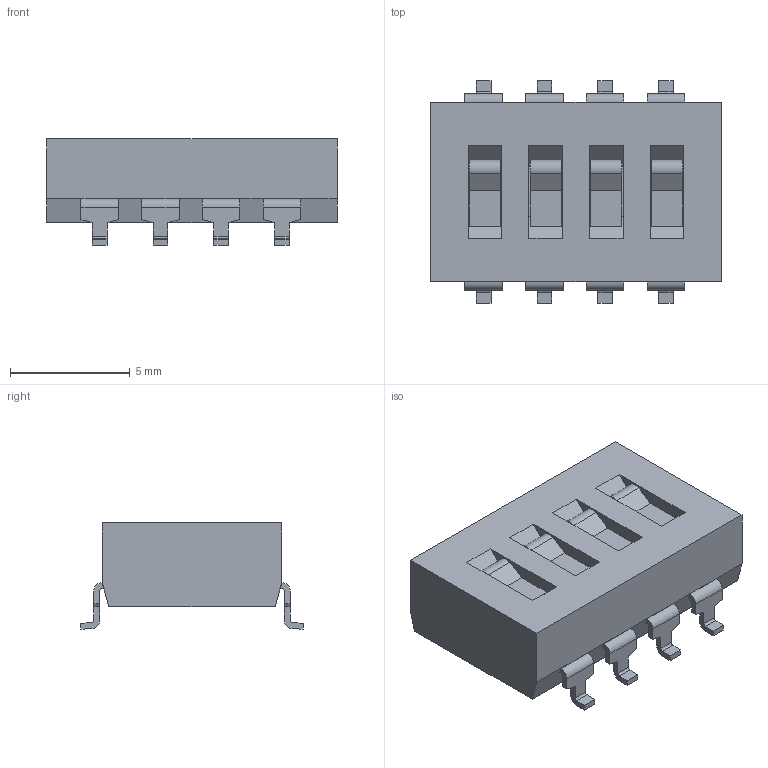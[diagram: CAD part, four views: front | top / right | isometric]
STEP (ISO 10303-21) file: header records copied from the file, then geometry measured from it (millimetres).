
FILE_DESCRIPTION((''),'2;1');
FILE_NAME('C-1-1825059-3','2021-07-20T08:52:46',('workeradm'),('TE Connectivity Ltd.'),'CREO PARAMETRIC BY PTC INC, 2019292','CREO PARAMETRIC BY PTC INC, 2019292','');
FILE_SCHEMA(('AUTOMOTIVE_DESIGN { 1 0 10303 214 1 1 1 1 }'));
Length unit declared in the file: millimetre
Products named in the file (1): C-1-1825059-3
Bounding box: 12.14 x 9.32 x 4.45 mm (x, y, z)
Volume: 312.6 mm3; surface area: 410.5 mm2
Topology: 1 solids, 1 shells, 200 faces, 570 edges, 372 vertices
Faces by surface type: plane 164, cylinder 36
Entity records: 6830 total; most frequent: CARTESIAN_POINT 1144, ORIENTED_EDGE 1140, DIRECTION 1042, EDGE_CURVE 570, VECTOR 498, LINE 498, VERTEX_POINT 372, AXIS2_PLACEMENT_3D 272
